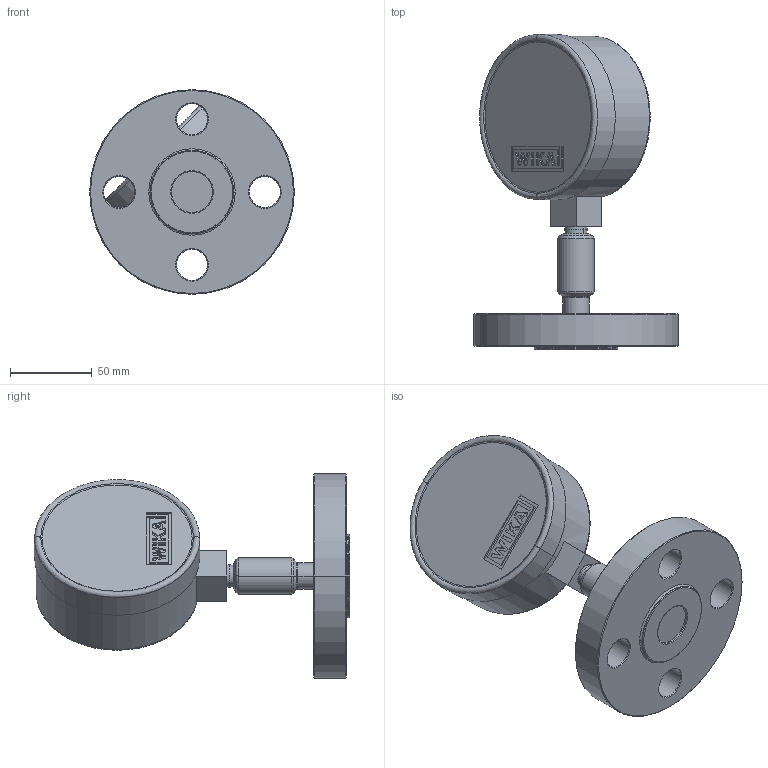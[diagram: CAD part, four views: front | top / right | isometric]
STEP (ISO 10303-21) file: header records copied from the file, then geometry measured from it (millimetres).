
FILE_DESCRIPTION((''),'2;1');
FILE_NAME('14206607______________SW0001','2018-07-17T14:29:21',('MuelleK2'),(''),'CREO PARAMETRIC BY PTC INC, 2017260','CREO PARAMETRIC BY PTC INC, 2017260','');
FILE_SCHEMA(('AUTOMOTIVE_DESIGN { 1 0 10303 214 1 1 1 1 }'));
Length unit declared in the file: millimetre
Products named in the file (1): 14206607______________SW0001
Bounding box: 125 x 192.5 x 125 mm (x, y, z)
Volume: 628198.9 mm3; surface area: 71209.5 mm2
Topology: 1 solids, 1 shells, 141 faces, 333 edges, 206 vertices
Faces by surface type: bspline 141
Entity records: 6310 total; most frequent: CARTESIAN_POINT 3218, ORIENTED_EDGE 666, DIRECTION 425, EDGE_CURVE 333, VECTOR 217, LINE 217, VERTEX_POINT 206, EDGE_LOOP 161
